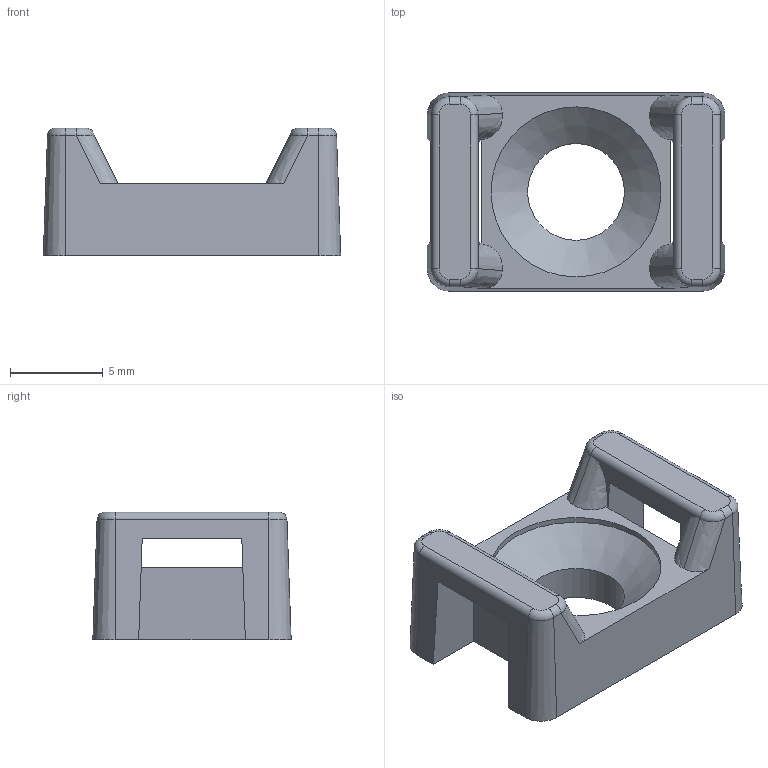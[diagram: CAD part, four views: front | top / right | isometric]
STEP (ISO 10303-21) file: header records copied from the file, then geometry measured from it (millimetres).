
FILE_DESCRIPTION(/* description */ (''),/* implementation_level */ '2;1');
FILE_NAME(/* name */ 'PANDUIT_TM2R6.stp',/* time_stamp */ '2013-01-11T10:40:37-06:00',/* author */ (''),/* organization */ (''),/* preprocessor_version */ 'ST-DEVELOPER v11',/* originating_system */ 'SIEMENS PLM Software NX 7.5',/* authorisation */ '');
FILE_SCHEMA (('CONFIG_CONTROL_DESIGN'));
Length unit declared in the file: inch
Products named in the file (1): bwgCDDEgz6p
Bounding box: 16 x 10.67 x 6.86 mm (x, y, z)
Volume: 506.4 mm3; surface area: 690.8 mm2
Topology: 1 solids, 1 shells, 61 faces, 163 edges, 100 vertices
Faces by surface type: plane 30, cylinder 10, extrusion 8, torus 8, cone 5
Full cylindrical faces by diameter (mm): 5.207 x1, 9.144 x1
Entity records: 2074 total; most frequent: CARTESIAN_POINT 435, DIRECTION 326, ORIENTED_EDGE 320, EDGE_CURVE 160, VECTOR 112, AXIS2_PLACEMENT_3D 107, LINE 104, VERTEX_POINT 100
